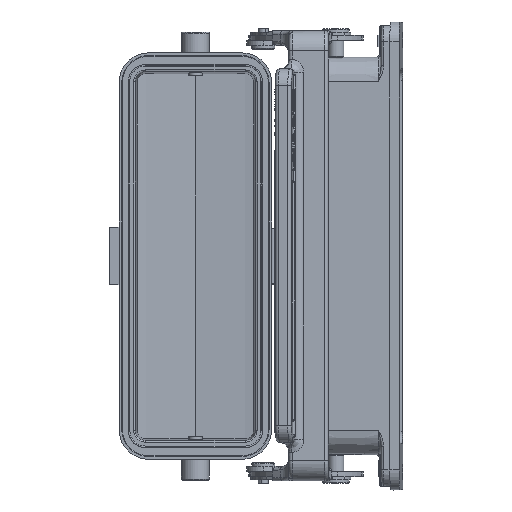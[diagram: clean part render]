
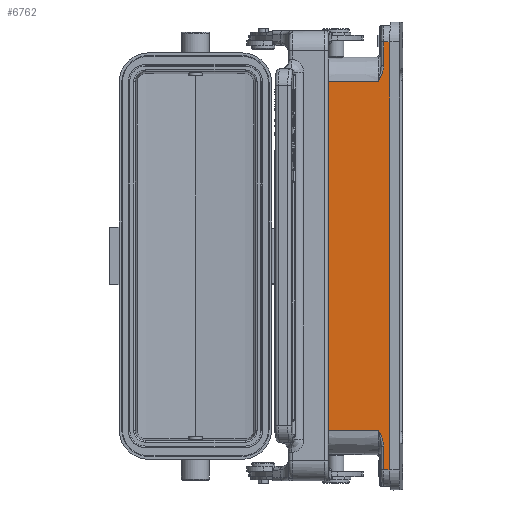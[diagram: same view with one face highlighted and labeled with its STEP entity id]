
A CAD part, top view. The second image highlights one B-rep face of the part: STEP entity #6762.
In plain terms, the highlighted planar face has unit normal (-0.033, 0, 1).
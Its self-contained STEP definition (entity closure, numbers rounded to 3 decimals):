
#1491=B_SPLINE_CURVE_WITH_KNOTS('',3,(#65214,#65215,#65216,#65217,#65218,
#65219,#65220,#65221,#65222,#65223,#65224,#65225,#65226,#65227,#65228,#65229,
#65230),.UNSPECIFIED.,.F.,.F.,(4,2,2,2,2,1,2,2,4),(0.,0.125,
0.25,0.375,0.5,0.625,
0.688,0.75,1.),.UNSPECIFIED.);
#1492=B_SPLINE_CURVE_WITH_KNOTS('',3,(#65236,#65237,#65238,#65239,#65240,
#65241,#65242,#65243,#65244,#65245,#65246,#65247,#65248,#65249,#65250,#65251,
#65252),.UNSPECIFIED.,.F.,.F.,(4,1,2,2,2,2,2,2,4),(0.,0.125,
0.188,0.25,0.375,0.5,
0.625,0.75,1.),.UNSPECIFIED.);
#4045=PLANE('',#41420);
#6762=ADVANCED_FACE('NONE',(#9028),#4045,.T.);
#9028=FACE_OUTER_BOUND('',#11390,.T.);
#11390=EDGE_LOOP('',(#23898,#23899,#23900,#23901,#23902,#23903,#23904,#23905,
#23906,#23907));
#13980=LINE('',#64711,#16406);
#13999=LINE('',#64812,#16425);
#14081=LINE('',#65185,#16507);
#14083=LINE('',#65212,#16509);
#14084=LINE('',#65231,#16510);
#14085=LINE('',#65233,#16511);
#14086=LINE('',#65235,#16512);
#14087=LINE('',#65253,#16513);
#16406=VECTOR('',#48051,1.);
#16425=VECTOR('',#48126,1.);
#16507=VECTOR('',#48406,1.);
#16509=VECTOR('',#48430,1.);
#16510=VECTOR('',#48433,1.);
#16511=VECTOR('',#48434,1.);
#16512=VECTOR('',#48435,1.);
#16513=VECTOR('',#48436,1.);
#23898=ORIENTED_EDGE('',*,*,#35650,.F.);
#23899=ORIENTED_EDGE('',*,*,#35807,.T.);
#23900=ORIENTED_EDGE('',*,*,#35808,.T.);
#23901=ORIENTED_EDGE('',*,*,#35809,.T.);
#23902=ORIENTED_EDGE('',*,*,#35810,.T.);
#23903=ORIENTED_EDGE('',*,*,#35811,.T.);
#23904=ORIENTED_EDGE('',*,*,#35796,.F.);
#23905=ORIENTED_EDGE('',*,*,#35806,.F.);
#23906=ORIENTED_EDGE('',*,*,#35610,.F.);
#23907=ORIENTED_EDGE('',*,*,#35812,.T.);
#30900=VERTEX_POINT('',#64710);
#30901=VERTEX_POINT('',#64712);
#30925=VERTEX_POINT('',#64801);
#30926=VERTEX_POINT('',#64811);
#30927=VERTEX_POINT('',#64815);
#30998=VERTEX_POINT('',#65170);
#30999=VERTEX_POINT('',#65182);
#31000=VERTEX_POINT('',#65184);
#31005=VERTEX_POINT('',#65232);
#31006=VERTEX_POINT('',#65234);
#35610=EDGE_CURVE('NONE',#30900,#30901,#13980,.T.);
#35650=EDGE_CURVE('NONE',#30926,#30925,#13999,.T.);
#35796=EDGE_CURVE('NONE',#31000,#30999,#14081,.T.);
#35806=EDGE_CURVE('NONE',#30901,#31000,#14083,.T.);
#35807=EDGE_CURVE('NONE',#30926,#30927,#1491,.T.);
#35808=EDGE_CURVE('NONE',#30927,#31005,#14084,.T.);
#35809=EDGE_CURVE('NONE',#31005,#31006,#14085,.T.);
#35810=EDGE_CURVE('NONE',#31006,#30998,#14086,.T.);
#35811=EDGE_CURVE('NONE',#30998,#30999,#1492,.T.);
#35812=EDGE_CURVE('NONE',#30900,#30925,#14087,.T.);
#41420=AXIS2_PLACEMENT_3D('',#65254,#48437,#48438);
#48051=DIRECTION('',(0.,-1.,0.));
#48126=DIRECTION('',(0.,1.,0.));
#48406=DIRECTION('',(0.,1.,0.));
#48430=DIRECTION('',(-0.999,0.,-0.033));
#48433=DIRECTION('',(-0.999,0.,-0.033));
#48434=DIRECTION('',(0.,-1.,0.));
#48435=DIRECTION('',(0.999,0.,0.033));
#48436=DIRECTION('',(-0.999,0.,-0.033));
#48437=DIRECTION('',(-0.033,0.,0.999));
#48438=DIRECTION('',(0.999,0.,0.033));
#64710=CARTESIAN_POINT('',(60.388,64.5,33.699));
#64711=CARTESIAN_POINT('',(60.388,64.5,33.699));
#64712=CARTESIAN_POINT('',(60.388,-64.5,33.699));
#64801=CARTESIAN_POINT('',(57.182,64.5,33.594));
#64811=CARTESIAN_POINT('',(57.182,57.366,33.594));
#64812=CARTESIAN_POINT('',(57.182,-69.5,33.594));
#64815=CARTESIAN_POINT('',(55.597,52.5,33.543));
#65170=CARTESIAN_POINT('',(55.597,-52.5,33.543));
#65182=CARTESIAN_POINT('',(57.182,-57.366,33.594));
#65184=CARTESIAN_POINT('',(57.182,-64.5,33.594));
#65185=CARTESIAN_POINT('',(57.182,-69.5,33.594));
#65212=CARTESIAN_POINT('',(498811.95,-64.5,16369.008));
#65214=CARTESIAN_POINT('',(57.182,57.366,33.594));
#65215=CARTESIAN_POINT('',(57.182,57.168,33.594));
#65216=CARTESIAN_POINT('',(57.17,56.962,33.594));
#65217=CARTESIAN_POINT('',(57.118,56.537,33.592));
#65218=CARTESIAN_POINT('',(57.072,56.281,33.591));
#65219=CARTESIAN_POINT('',(56.986,55.897,33.588));
#65220=CARTESIAN_POINT('',(56.933,55.698,33.586));
#65221=CARTESIAN_POINT('',(56.809,55.286,33.582));
#65222=CARTESIAN_POINT('',(56.721,55.031,33.579));
#65223=CARTESIAN_POINT('',(56.589,54.676,33.575));
#65224=CARTESIAN_POINT('',(56.477,54.395,33.571));
#65225=CARTESIAN_POINT('',(56.346,54.09,33.567));
#65226=CARTESIAN_POINT('',(56.254,53.881,33.564));
#65227=CARTESIAN_POINT('',(56.186,53.731,33.562));
#65228=CARTESIAN_POINT('',(56.033,53.397,33.557));
#65229=CARTESIAN_POINT('',(55.847,53.009,33.551));
#65230=CARTESIAN_POINT('',(55.597,52.5,33.543));
#65231=CARTESIAN_POINT('',(60.388,52.5,33.699));
#65232=CARTESIAN_POINT('',(38.696,52.5,32.989));
#65233=CARTESIAN_POINT('',(38.696,-69.5,32.989));
#65234=CARTESIAN_POINT('',(38.696,-52.5,32.989));
#65235=CARTESIAN_POINT('',(60.388,-52.5,33.699));
#65236=CARTESIAN_POINT('',(55.597,-52.5,33.543));
#65237=CARTESIAN_POINT('',(55.723,-52.758,33.547));
#65238=CARTESIAN_POINT('',(55.888,-53.096,33.552));
#65239=CARTESIAN_POINT('',(56.015,-53.363,33.556));
#65240=CARTESIAN_POINT('',(56.091,-53.526,33.559));
#65241=CARTESIAN_POINT('',(56.106,-53.555,33.559));
#65242=CARTESIAN_POINT('',(56.255,-53.881,33.564));
#65243=CARTESIAN_POINT('',(56.347,-54.089,33.567));
#65244=CARTESIAN_POINT('',(56.513,-54.485,33.573));
#65245=CARTESIAN_POINT('',(56.574,-54.635,33.575));
#65246=CARTESIAN_POINT('',(56.736,-55.073,33.58));
#65247=CARTESIAN_POINT('',(56.808,-55.285,33.582));
#65248=CARTESIAN_POINT('',(56.933,-55.697,33.586));
#65249=CARTESIAN_POINT('',(56.978,-55.862,33.588));
#65250=CARTESIAN_POINT('',(57.131,-56.543,33.593));
#65251=CARTESIAN_POINT('',(57.182,-56.969,33.594));
#65252=CARTESIAN_POINT('',(57.182,-57.366,33.594));
#65253=CARTESIAN_POINT('',(60.388,64.5,33.699));
#65254=CARTESIAN_POINT('',(60.388,-69.5,33.699));
